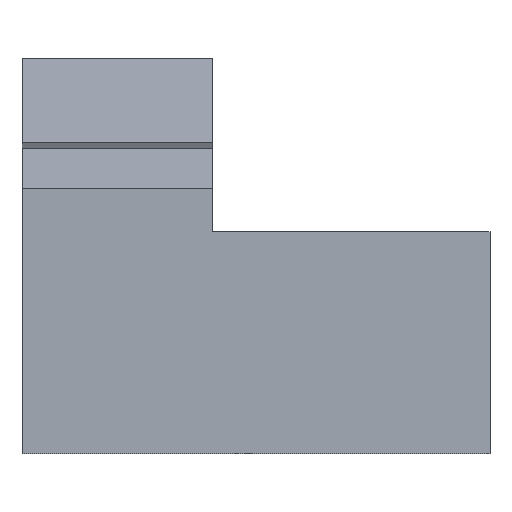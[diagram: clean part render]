
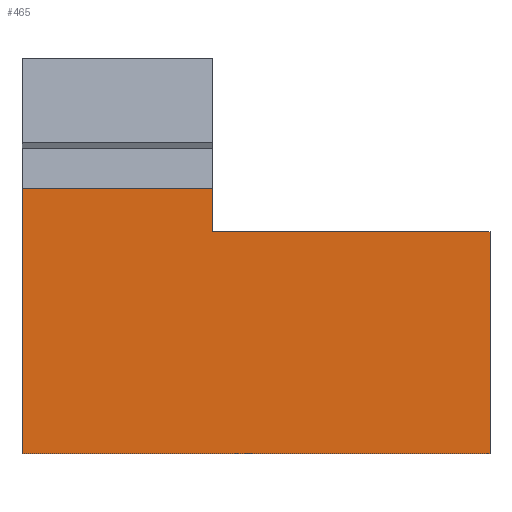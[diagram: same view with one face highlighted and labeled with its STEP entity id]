
A CAD part, left-side view. The second image highlights one B-rep face of the part: STEP entity #465.
In plain terms, the highlighted planar face has unit normal (-1, 0, 0).
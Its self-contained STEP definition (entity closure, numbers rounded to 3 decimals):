
#58=PLANE('',#522);
#82=FACE_OUTER_BOUND('',#112,.T.);
#112=EDGE_LOOP('',(#416,#417,#418,#419,#420,#421));
#120=LINE('',#674,#169);
#128=LINE('',#695,#177);
#132=LINE('',#703,#181);
#142=LINE('',#723,#191);
#144=LINE('',#728,#193);
#162=LINE('',#763,#211);
#169=VECTOR('',#556,10.);
#177=VECTOR('',#578,10.);
#181=VECTOR('',#586,10.);
#191=VECTOR('',#598,10.);
#193=VECTOR('',#602,10.);
#211=VECTOR('',#638,10.);
#233=VERTEX_POINT('',#671);
#234=VERTEX_POINT('',#673);
#240=VERTEX_POINT('',#693);
#242=VERTEX_POINT('',#701);
#251=VERTEX_POINT('',#721);
#252=VERTEX_POINT('',#725);
#274=EDGE_CURVE('',#233,#234,#120,.T.);
#285=EDGE_CURVE('',#233,#240,#128,.T.);
#289=EDGE_CURVE('',#242,#240,#132,.T.);
#299=EDGE_CURVE('',#251,#242,#142,.T.);
#301=EDGE_CURVE('',#252,#251,#144,.T.);
#319=EDGE_CURVE('',#234,#252,#162,.T.);
#416=ORIENTED_EDGE('',*,*,#319,.F.);
#417=ORIENTED_EDGE('',*,*,#274,.F.);
#418=ORIENTED_EDGE('',*,*,#285,.T.);
#419=ORIENTED_EDGE('',*,*,#289,.F.);
#420=ORIENTED_EDGE('',*,*,#299,.F.);
#421=ORIENTED_EDGE('',*,*,#301,.F.);
#465=ADVANCED_FACE('',(#82),#58,.T.);
#522=AXIS2_PLACEMENT_3D('',#762,#636,#637);
#556=DIRECTION('',(0.,1.,0.));
#578=DIRECTION('',(0.,0.,1.));
#586=DIRECTION('',(0.,-1.,0.));
#598=DIRECTION('',(0.,0.,-1.));
#602=DIRECTION('',(0.,-1.,0.));
#636=DIRECTION('center_axis',(-1.,0.,0.));
#637=DIRECTION('ref_axis',(0.,0.,-1.));
#638=DIRECTION('',(0.,0.,1.));
#671=CARTESIAN_POINT('',(0.,0.,-4.));
#673=CARTESIAN_POINT('',(0.,29.5,-4.));
#674=CARTESIAN_POINT('',(0.,0.,-4.));
#693=CARTESIAN_POINT('',(0.,0.,10.));
#695=CARTESIAN_POINT('',(0.,0.,0.));
#701=CARTESIAN_POINT('',(0.,17.5,10.));
#703=CARTESIAN_POINT('',(0.,0.,10.));
#721=CARTESIAN_POINT('',(0.,17.5,12.751));
#723=CARTESIAN_POINT('',(0.,17.5,9.888));
#725=CARTESIAN_POINT('',(0.,29.5,12.751));
#728=CARTESIAN_POINT('',(0.,29.5,12.751));
#762=CARTESIAN_POINT('Origin',(0.,29.5,10.));
#763=CARTESIAN_POINT('',(0.,29.5,9.888));
